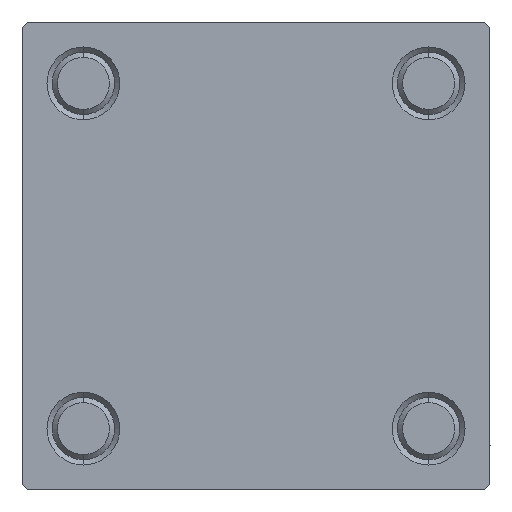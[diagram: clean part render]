
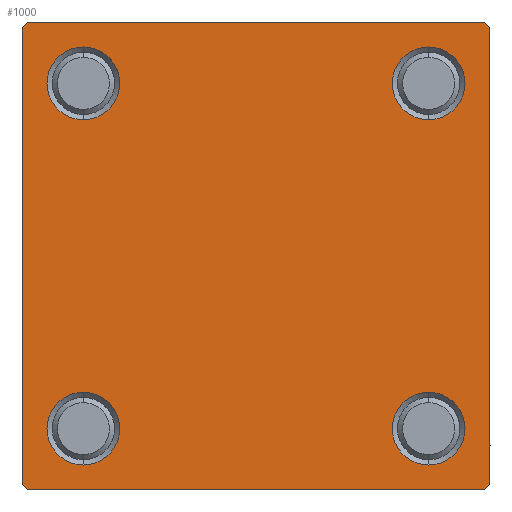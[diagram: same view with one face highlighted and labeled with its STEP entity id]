
A CAD part, left-side view. The second image highlights one B-rep face of the part: STEP entity #1000.
In plain terms, the highlighted planar face has unit normal (-1, 0, 0).
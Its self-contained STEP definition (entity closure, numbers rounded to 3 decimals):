
#726 = DIRECTION ( 'NONE',  ( 0., 0., -1. ) ) ;
#868 = EDGE_CURVE ( 'NONE', #15570, #2525, #38489, .T. ) ;
#976 = CARTESIAN_POINT ( 'NONE',  ( 0., -16.6, 13.1 ) ) ;
#1000 = ADVANCED_FACE ( 'NONE', ( #1759, #12241, #9426, #20116, #8923 ), #1003, .T. ) ;
#1003 = PLANE ( 'NONE',  #43916 ) ;
#1230 = DIRECTION ( 'NONE',  ( 0., 0., 1. ) ) ;
#1261 = LINE ( 'NONE', #25170, #25242 ) ;
#1542 = VERTEX_POINT ( 'NONE', #47381 ) ;
#1759 = FACE_BOUND ( 'NONE', #32448, .T. ) ;
#1895 = EDGE_CURVE ( 'NONE', #35161, #11615, #1261, .T. ) ;
#2051 = ORIENTED_EDGE ( 'NONE', *, *, #4167, .T. ) ;
#2119 = DIRECTION ( 'NONE',  ( 1., 0., 0. ) ) ;
#2525 = VERTEX_POINT ( 'NONE', #9647 ) ;
#2579 = VECTOR ( 'NONE', #17100, 1000. ) ;
#2810 = VECTOR ( 'NONE', #49989, 1000. ) ;
#2962 = CIRCLE ( 'NONE', #26513, 3.5 ) ;
#3104 = AXIS2_PLACEMENT_3D ( 'NONE', #43477, #20582, #1230 ) ;
#3172 = EDGE_CURVE ( 'NONE', #14593, #1542, #17195, .T. ) ;
#3813 = CARTESIAN_POINT ( 'NONE',  ( 0., -16.6, -16.6 ) ) ;
#3819 = CARTESIAN_POINT ( 'NONE',  ( 0., -22.25, 22.25 ) ) ;
#4126 = VECTOR ( 'NONE', #11558, 1000. ) ;
#4167 = EDGE_CURVE ( 'NONE', #23976, #31529, #32597, .T. ) ;
#4252 = CARTESIAN_POINT ( 'NONE',  ( 0., 16.6, 13.1 ) ) ;
#4590 = DIRECTION ( 'NONE',  ( 0., 0., 1. ) ) ;
#4767 = CARTESIAN_POINT ( 'NONE',  ( 0., 16.6, 16.6 ) ) ;
#4788 = DIRECTION ( 'NONE',  ( 1., 0., 0. ) ) ;
#4927 = CARTESIAN_POINT ( 'NONE',  ( 0., 22., 22.5 ) ) ;
#5067 = ORIENTED_EDGE ( 'NONE', *, *, #15078, .T. ) ;
#5894 = ORIENTED_EDGE ( 'NONE', *, *, #10873, .T. ) ;
#5952 = CARTESIAN_POINT ( 'NONE',  ( 0., -16.6, -16.6 ) ) ;
#5996 = CIRCLE ( 'NONE', #34408, 3.5 ) ;
#6132 = DIRECTION ( 'NONE',  ( 0., 0., 1. ) ) ;
#6597 = ORIENTED_EDGE ( 'NONE', *, *, #19510, .T. ) ;
#6969 = VECTOR ( 'NONE', #39863, 1000. ) ;
#8923 = FACE_OUTER_BOUND ( 'NONE', #25027, .T. ) ;
#9426 = FACE_BOUND ( 'NONE', #26193, .T. ) ;
#9460 = EDGE_CURVE ( 'NONE', #31529, #15570, #28257, .T. ) ;
#9565 = VERTEX_POINT ( 'NONE', #36885 ) ;
#9647 = CARTESIAN_POINT ( 'NONE',  ( 0., -22.5, -22. ) ) ;
#9659 = CARTESIAN_POINT ( 'NONE',  ( 0., 22., -22.5 ) ) ;
#9809 = CARTESIAN_POINT ( 'NONE',  ( 0., -16.6, 16.6 ) ) ;
#10873 = EDGE_CURVE ( 'NONE', #23833, #33425, #26974, .T. ) ;
#11396 = CARTESIAN_POINT ( 'NONE',  ( 0., -16.6, -13.1 ) ) ;
#11558 = DIRECTION ( 'NONE',  ( 0., -0.707, 0.707 ) ) ;
#11615 = VERTEX_POINT ( 'NONE', #44745 ) ;
#12109 = VERTEX_POINT ( 'NONE', #35482 ) ;
#12241 = FACE_BOUND ( 'NONE', #29635, .T. ) ;
#12307 = AXIS2_PLACEMENT_3D ( 'NONE', #5952, #2119, #48670 ) ;
#12616 = DIRECTION ( 'NONE',  ( 0., 0., 1. ) ) ;
#14344 = EDGE_CURVE ( 'NONE', #1542, #14593, #18955, .T. ) ;
#14593 = VERTEX_POINT ( 'NONE', #11396 ) ;
#14659 = EDGE_LOOP ( 'NONE', ( #33168, #5894 ) ) ;
#15078 = EDGE_CURVE ( 'NONE', #11615, #23976, #16267, .T. ) ;
#15570 = VERTEX_POINT ( 'NONE', #26094 ) ;
#15587 = ORIENTED_EDGE ( 'NONE', *, *, #15825, .T. ) ;
#15825 = EDGE_CURVE ( 'NONE', #34076, #41806, #5996, .T. ) ;
#15848 = ORIENTED_EDGE ( 'NONE', *, *, #14344, .T. ) ;
#16101 = DIRECTION ( 'NONE',  ( 1., 0., 0. ) ) ;
#16267 = LINE ( 'NONE', #43475, #41687 ) ;
#16341 = CARTESIAN_POINT ( 'NONE',  ( 0., 16.6, -16.6 ) ) ;
#16351 = ORIENTED_EDGE ( 'NONE', *, *, #3172, .T. ) ;
#16572 = CARTESIAN_POINT ( 'NONE',  ( 0., 22.5, -22.5 ) ) ;
#17100 = DIRECTION ( 'NONE',  ( 0., -0.707, -0.707 ) ) ;
#17195 = CIRCLE ( 'NONE', #12307, 3.5 ) ;
#17901 = ORIENTED_EDGE ( 'NONE', *, *, #46353, .F. ) ;
#18955 = CIRCLE ( 'NONE', #47377, 3.5 ) ;
#19330 = DIRECTION ( 'NONE',  ( 1., 0., 0. ) ) ;
#19510 = EDGE_CURVE ( 'NONE', #34023, #36392, #32886, .T. ) ;
#19584 = DIRECTION ( 'NONE',  ( 0., 0.707, 0.707 ) ) ;
#19907 = CARTESIAN_POINT ( 'NONE',  ( 0., -16.6, 20.1 ) ) ;
#20116 = FACE_BOUND ( 'NONE', #14659, .T. ) ;
#20554 = ORIENTED_EDGE ( 'NONE', *, *, #24772, .F. ) ;
#20582 = DIRECTION ( 'NONE',  ( 1., 0., 0. ) ) ;
#20890 = DIRECTION ( 'NONE',  ( 0., -1., 0. ) ) ;
#21409 = CARTESIAN_POINT ( 'NONE',  ( 0., 22.25, -22.25 ) ) ;
#22082 = AXIS2_PLACEMENT_3D ( 'NONE', #4767, #35774, #28159 ) ;
#22280 = VECTOR ( 'NONE', #20890, 1000. ) ;
#23833 = VERTEX_POINT ( 'NONE', #4252 ) ;
#23921 = CARTESIAN_POINT ( 'NONE',  ( 0., 0., 0. ) ) ;
#23976 = VERTEX_POINT ( 'NONE', #38269 ) ;
#24077 = CARTESIAN_POINT ( 'NONE',  ( 0., 16.6, 20.1 ) ) ;
#24772 = EDGE_CURVE ( 'NONE', #9565, #2525, #39361, .T. ) ;
#25027 = EDGE_LOOP ( 'NONE', ( #5067, #2051, #27037, #29964, #20554, #34786, #17901, #27216 ) ) ;
#25170 = CARTESIAN_POINT ( 'NONE',  ( 0., 22.25, 22.25 ) ) ;
#25242 = VECTOR ( 'NONE', #27986, 1000. ) ;
#25907 = VECTOR ( 'NONE', #19584, 1000. ) ;
#26094 = CARTESIAN_POINT ( 'NONE',  ( 0., -22., -22.5 ) ) ;
#26193 = EDGE_LOOP ( 'NONE', ( #15587, #44731 ) ) ;
#26432 = CARTESIAN_POINT ( 'NONE',  ( 0., -16.6, 16.6 ) ) ;
#26513 = AXIS2_PLACEMENT_3D ( 'NONE', #16341, #16101, #35651 ) ;
#26974 = CIRCLE ( 'NONE', #22082, 3.5 ) ;
#27037 = ORIENTED_EDGE ( 'NONE', *, *, #9460, .T. ) ;
#27216 = ORIENTED_EDGE ( 'NONE', *, *, #1895, .T. ) ;
#27460 = LINE ( 'NONE', #3819, #25907 ) ;
#27926 = DIRECTION ( 'NONE',  ( 0., 0., 1. ) ) ;
#27986 = DIRECTION ( 'NONE',  ( 0., 0.707, -0.707 ) ) ;
#28159 = DIRECTION ( 'NONE',  ( 0., 0., 1. ) ) ;
#28257 = LINE ( 'NONE', #16572, #22280 ) ;
#28864 = DIRECTION ( 'NONE',  ( 1., 0., 0. ) ) ;
#29635 = EDGE_LOOP ( 'NONE', ( #16351, #15848 ) ) ;
#29964 = ORIENTED_EDGE ( 'NONE', *, *, #868, .T. ) ;
#30817 = EDGE_CURVE ( 'NONE', #33425, #23833, #42913, .T. ) ;
#30867 = CARTESIAN_POINT ( 'NONE',  ( 0., -22.25, -22.25 ) ) ;
#30913 = CARTESIAN_POINT ( 'NONE',  ( 0., 22.5, 22.5 ) ) ;
#31009 = DIRECTION ( 'NONE',  ( 0., 0., 1. ) ) ;
#31211 = AXIS2_PLACEMENT_3D ( 'NONE', #26432, #41711, #6132 ) ;
#31529 = VERTEX_POINT ( 'NONE', #9659 ) ;
#31903 = ORIENTED_EDGE ( 'NONE', *, *, #45119, .T. ) ;
#32448 = EDGE_LOOP ( 'NONE', ( #31903, #6597 ) ) ;
#32597 = LINE ( 'NONE', #21409, #2579 ) ;
#32886 = CIRCLE ( 'NONE', #42555, 3.5 ) ;
#33002 = EDGE_CURVE ( 'NONE', #9565, #12109, #27460, .T. ) ;
#33168 = ORIENTED_EDGE ( 'NONE', *, *, #30817, .T. ) ;
#33425 = VERTEX_POINT ( 'NONE', #24077 ) ;
#34023 = VERTEX_POINT ( 'NONE', #976 ) ;
#34076 = VERTEX_POINT ( 'NONE', #40918 ) ;
#34408 = AXIS2_PLACEMENT_3D ( 'NONE', #47439, #28864, #12616 ) ;
#34786 = ORIENTED_EDGE ( 'NONE', *, *, #33002, .T. ) ;
#35161 = VERTEX_POINT ( 'NONE', #4927 ) ;
#35482 = CARTESIAN_POINT ( 'NONE',  ( 0., -22., 22.5 ) ) ;
#35651 = DIRECTION ( 'NONE',  ( 0., 0., 1. ) ) ;
#35774 = DIRECTION ( 'NONE',  ( 1., 0., 0. ) ) ;
#36392 = VERTEX_POINT ( 'NONE', #19907 ) ;
#36885 = CARTESIAN_POINT ( 'NONE',  ( 0., -22.5, 22. ) ) ;
#37255 = CARTESIAN_POINT ( 'NONE',  ( 0., 16.6, -20.1 ) ) ;
#38269 = CARTESIAN_POINT ( 'NONE',  ( 0., 22.5, -22. ) ) ;
#38489 = LINE ( 'NONE', #30867, #4126 ) ;
#39361 = LINE ( 'NONE', #43682, #6969 ) ;
#39863 = DIRECTION ( 'NONE',  ( 0., 0., -1. ) ) ;
#40148 = CIRCLE ( 'NONE', #31211, 3.5 ) ;
#40918 = CARTESIAN_POINT ( 'NONE',  ( 0., 16.6, -13.1 ) ) ;
#41687 = VECTOR ( 'NONE', #726, 1000. ) ;
#41711 = DIRECTION ( 'NONE',  ( 1., 0., 0. ) ) ;
#41806 = VERTEX_POINT ( 'NONE', #37255 ) ;
#42555 = AXIS2_PLACEMENT_3D ( 'NONE', #9809, #4788, #27926 ) ;
#42913 = CIRCLE ( 'NONE', #3104, 3.5 ) ;
#43475 = CARTESIAN_POINT ( 'NONE',  ( 0., 22.5, 22.5 ) ) ;
#43477 = CARTESIAN_POINT ( 'NONE',  ( 0., 16.6, 16.6 ) ) ;
#43682 = CARTESIAN_POINT ( 'NONE',  ( 0., -22.5, 22.5 ) ) ;
#43916 = AXIS2_PLACEMENT_3D ( 'NONE', #23921, #47821, #4590 ) ;
#44731 = ORIENTED_EDGE ( 'NONE', *, *, #50153, .T. ) ;
#44745 = CARTESIAN_POINT ( 'NONE',  ( 0., 22.5, 22. ) ) ;
#45119 = EDGE_CURVE ( 'NONE', #36392, #34023, #40148, .T. ) ;
#46353 = EDGE_CURVE ( 'NONE', #35161, #12109, #46428, .T. ) ;
#46428 = LINE ( 'NONE', #30913, #2810 ) ;
#47377 = AXIS2_PLACEMENT_3D ( 'NONE', #3813, #19330, #31009 ) ;
#47381 = CARTESIAN_POINT ( 'NONE',  ( 0., -16.6, -20.1 ) ) ;
#47439 = CARTESIAN_POINT ( 'NONE',  ( 0., 16.6, -16.6 ) ) ;
#47821 = DIRECTION ( 'NONE',  ( -1., 0., 0. ) ) ;
#48670 = DIRECTION ( 'NONE',  ( 0., 0., 1. ) ) ;
#49989 = DIRECTION ( 'NONE',  ( 0., -1., 0. ) ) ;
#50153 = EDGE_CURVE ( 'NONE', #41806, #34076, #2962, .T. ) ;
